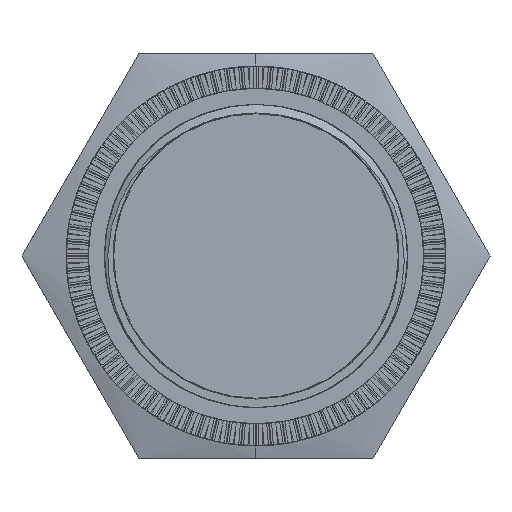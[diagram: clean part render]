
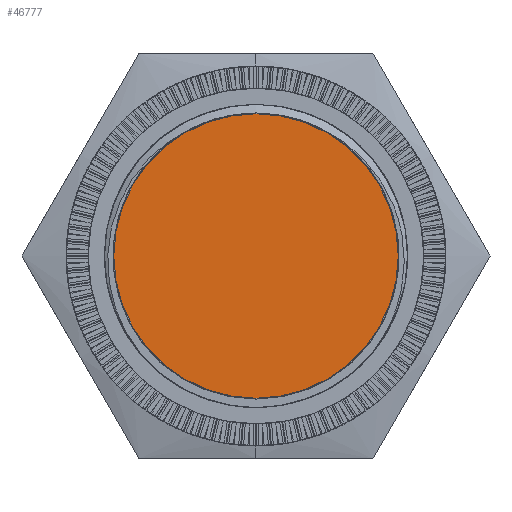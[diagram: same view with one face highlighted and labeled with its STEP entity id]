
A CAD part, left-side view. The second image highlights one B-rep face of the part: STEP entity #46777.
In plain terms, the highlighted planar face has unit normal (-1, 0, 0).
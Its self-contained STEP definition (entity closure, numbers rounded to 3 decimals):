
#1133 = CARTESIAN_POINT ( 'NONE',  ( -51.5, 91.523, 36.58 ) ) ;
#12447 = CARTESIAN_POINT ( 'NONE',  ( -51.5, 91.523, 36.58 ) ) ;
#19450 = DIRECTION ( 'NONE',  ( 1., 0., 0. ) ) ;
#19887 = FACE_OUTER_BOUND ( 'NONE', #51994, .T. ) ;
#28527 = ORIENTED_EDGE ( 'NONE', *, *, #82153, .F. ) ;
#37549 = EDGE_CURVE ( 'NONE', #41172, #56133, #67930, .T. ) ;
#39997 = CARTESIAN_POINT ( 'NONE',  ( -51.5, 91.523, 44.93 ) ) ;
#40927 = AXIS2_PLACEMENT_3D ( 'NONE', #12447, #19450, #51417 ) ;
#40996 = CIRCLE ( 'NONE', #63358, 8.35 ) ;
#41063 = ORIENTED_EDGE ( 'NONE', *, *, #37549, .F. ) ;
#41172 = VERTEX_POINT ( 'NONE', #54879 ) ;
#46559 = PLANE ( 'NONE',  #40927 ) ;
#46777 = ADVANCED_FACE ( 'NONE', ( #19887 ), #46559, .F. ) ;
#48273 = DIRECTION ( 'NONE',  ( 1., 0., 0. ) ) ;
#51417 = DIRECTION ( 'NONE',  ( 0., 1., 0. ) ) ;
#51994 = EDGE_LOOP ( 'NONE', ( #28527, #41063 ) ) ;
#53537 = CARTESIAN_POINT ( 'NONE',  ( -51.5, 91.523, 36.58 ) ) ;
#54879 = CARTESIAN_POINT ( 'NONE',  ( -51.5, 91.523, 28.23 ) ) ;
#56133 = VERTEX_POINT ( 'NONE', #39997 ) ;
#63358 = AXIS2_PLACEMENT_3D ( 'NONE', #53537, #48273, #81512 ) ;
#67930 = CIRCLE ( 'NONE', #80469, 8.35 ) ;
#73733 = DIRECTION ( 'NONE',  ( 1., 0., 0. ) ) ;
#74177 = DIRECTION ( 'NONE',  ( 0., 0., -1. ) ) ;
#80469 = AXIS2_PLACEMENT_3D ( 'NONE', #1133, #73733, #74177 ) ;
#81512 = DIRECTION ( 'NONE',  ( 0., 0., -1. ) ) ;
#82153 = EDGE_CURVE ( 'NONE', #56133, #41172, #40996, .T. ) ;
